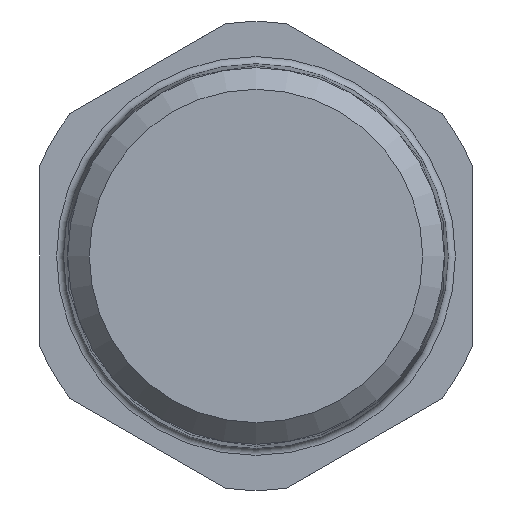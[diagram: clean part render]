
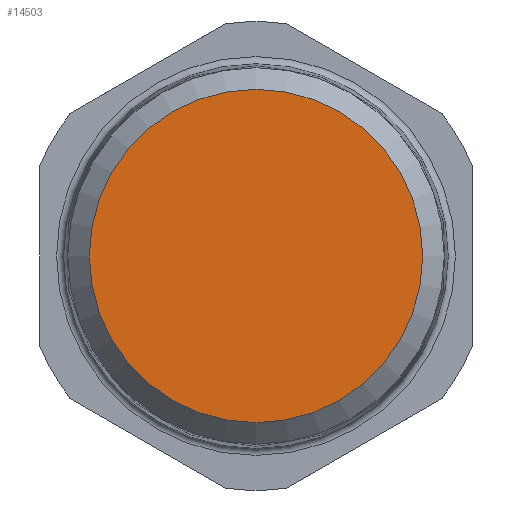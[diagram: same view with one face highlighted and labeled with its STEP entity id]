
A CAD part, left-side view. The second image highlights one B-rep face of the part: STEP entity #14503.
In plain terms, the highlighted planar face has unit normal (-1, 0, 0).
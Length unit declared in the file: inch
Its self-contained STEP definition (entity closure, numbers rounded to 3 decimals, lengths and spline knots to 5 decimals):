
#3109=FACE_OUTER_BOUND('',#3918,.T.);
#3918=EDGE_LOOP('',(#10814,#10815));
#4453=CIRCLE('',#15270,0.45535);
#4454=CIRCLE('',#15271,0.45535);
#5733=VERTEX_POINT('',#25484);
#5734=VERTEX_POINT('',#25485);
#7560=EDGE_CURVE('',#5733,#5734,#4453,.T.);
#7561=EDGE_CURVE('',#5734,#5733,#4454,.T.);
#10814=ORIENTED_EDGE('',*,*,#7560,.F.);
#10815=ORIENTED_EDGE('',*,*,#7561,.F.);
#13269=PLANE('',#15269);
#14503=ADVANCED_FACE('',(#3109),#13269,.T.);
#15269=AXIS2_PLACEMENT_3D('',#25483,#17364,#17365);
#15270=AXIS2_PLACEMENT_3D('',#25486,#17366,#17367);
#15271=AXIS2_PLACEMENT_3D('',#25487,#17368,#17369);
#17364=DIRECTION('center_axis',(-1.,0.,0.));
#17365=DIRECTION('ref_axis',(0.,-1.,0.));
#17366=DIRECTION('center_axis',(1.,0.,0.));
#17367=DIRECTION('ref_axis',(0.,1.,0.));
#17368=DIRECTION('center_axis',(1.,0.,0.));
#17369=DIRECTION('ref_axis',(0.,1.,0.));
#25483=CARTESIAN_POINT('Origin',(-2.10699,0.,
0.45535));
#25484=CARTESIAN_POINT('',(-2.10699,0.,0.45535));
#25485=CARTESIAN_POINT('',(-2.10699,0.,-0.45535));
#25486=CARTESIAN_POINT('Origin',(-2.10699,0.,
0.));
#25487=CARTESIAN_POINT('Origin',(-2.10699,0.,
0.));
